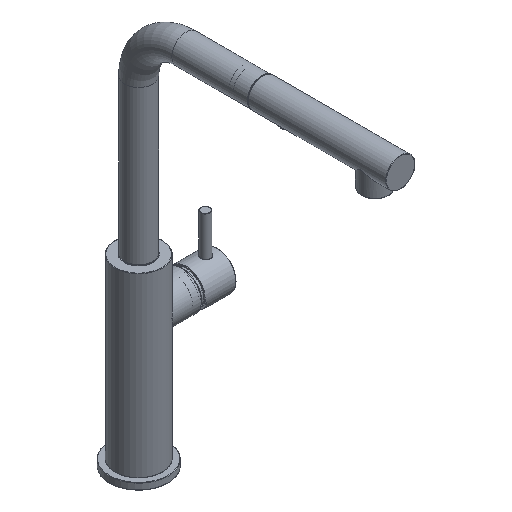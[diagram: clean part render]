
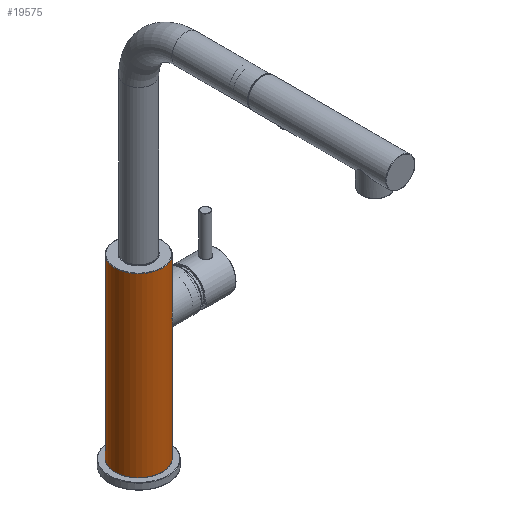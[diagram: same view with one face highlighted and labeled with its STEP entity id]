
A CAD part, isometric view. The second image highlights one B-rep face of the part: STEP entity #19575.
In plain terms, the highlighted cylindrical face has radius 20 mm (diameter 40 mm), a full revolution.
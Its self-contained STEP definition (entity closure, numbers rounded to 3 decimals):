
#1470=LINE('',#39762,#2867);
#1471=LINE('',#39779,#2868);
#1472=LINE('',#39796,#2869);
#1473=LINE('',#39812,#2870);
#2867=VECTOR('',#29194,1000.);
#2868=VECTOR('',#29195,1000.);
#2869=VECTOR('',#29196,1000.);
#2870=VECTOR('',#29197,1000.);
#3250=B_SPLINE_CURVE_WITH_KNOTS('',3,(#39748,#39749,#39750,#39751,#39752,
#39753,#39754,#39755,#39756,#39757,#39758),.UNSPECIFIED.,.T.,.F.,(1,1,1,
1,1,1,1,1,1,1,1,1,1,1,1),(-0.005,-0.004,-0.002,
0.,0.002,0.004,0.005,
0.007,0.009,0.011,0.013,
0.014,0.016,0.018,0.02),
 .UNSPECIFIED.);
#3251=B_SPLINE_CURVE_WITH_KNOTS('',3,(#39765,#39766,#39767,#39768,#39769,
#39770,#39771,#39772,#39773,#39774,#39775,#39776,#39777),.UNSPECIFIED.,
 .F.,.F.,(4,1,1,1,1,1,1,1,1,1,4),(0.,0.004,0.006,
0.009,0.011,0.013,0.017,
0.021,0.026,0.03,0.034),
 .UNSPECIFIED.);
#3252=B_SPLINE_CURVE_WITH_KNOTS('',3,(#39781,#39782,#39783,#39784),
 .UNSPECIFIED.,.F.,.F.,(4,4),(0.001,0.004),
 .UNSPECIFIED.);
#3253=B_SPLINE_CURVE_WITH_KNOTS('',3,(#39786,#39787,#39788,#39789),
 .UNSPECIFIED.,.F.,.F.,(4,4),(0.,0.005),.UNSPECIFIED.);
#3254=B_SPLINE_CURVE_WITH_KNOTS('',3,(#39791,#39792,#39793,#39794),
 .UNSPECIFIED.,.F.,.F.,(4,4),(0.,0.004),
 .UNSPECIFIED.);
#3255=B_SPLINE_CURVE_WITH_KNOTS('',3,(#39798,#39799,#39800,#39801,#39802,
#39803,#39804,#39805,#39806,#39807,#39808,#39809,#39810),.UNSPECIFIED.,
 .F.,.F.,(4,1,1,1,1,1,1,1,1,1,4),(0.,0.004,0.006,
0.009,0.011,0.013,0.017,
0.021,0.026,0.03,0.034),
 .UNSPECIFIED.);
#3256=B_SPLINE_CURVE_WITH_KNOTS('',3,(#39814,#39815,#39816,#39817),
 .UNSPECIFIED.,.F.,.F.,(4,4),(0.001,0.004),
 .UNSPECIFIED.);
#3257=B_SPLINE_CURVE_WITH_KNOTS('',3,(#39819,#39820,#39821,#39822),
 .UNSPECIFIED.,.F.,.F.,(4,4),(0.,0.005),.UNSPECIFIED.);
#3258=B_SPLINE_CURVE_WITH_KNOTS('',3,(#39824,#39825,#39826,#39827),
 .UNSPECIFIED.,.F.,.F.,(4,4),(0.,0.004),
 .UNSPECIFIED.);
#3860=CYLINDRICAL_SURFACE('',#23658,20.);
#9224=ORIENTED_EDGE('',*,*,#12058,.T.);
#9225=ORIENTED_EDGE('',*,*,#12059,.T.);
#9226=ORIENTED_EDGE('',*,*,#12060,.F.);
#9227=ORIENTED_EDGE('',*,*,#12061,.F.);
#9228=ORIENTED_EDGE('',*,*,#12062,.F.);
#9229=ORIENTED_EDGE('',*,*,#12063,.F.);
#9230=ORIENTED_EDGE('',*,*,#12064,.F.);
#9231=ORIENTED_EDGE('',*,*,#12065,.F.);
#9232=ORIENTED_EDGE('',*,*,#12066,.F.);
#9233=ORIENTED_EDGE('',*,*,#12067,.F.);
#9234=ORIENTED_EDGE('',*,*,#12068,.F.);
#9235=ORIENTED_EDGE('',*,*,#12069,.F.);
#9236=ORIENTED_EDGE('',*,*,#12070,.F.);
#9237=ORIENTED_EDGE('',*,*,#12071,.F.);
#9238=ORIENTED_EDGE('',*,*,#12072,.T.);
#12058=EDGE_CURVE('',#13841,#13841,#3250,.T.);
#12059=EDGE_CURVE('',#13842,#13842,#14943,.T.);
#12060=EDGE_CURVE('',#13843,#13844,#1470,.F.);
#12061=EDGE_CURVE('',#13845,#13843,#3251,.T.);
#12062=EDGE_CURVE('',#13846,#13845,#1471,.T.);
#12063=EDGE_CURVE('',#13847,#13846,#3252,.T.);
#12064=EDGE_CURVE('',#13848,#13847,#3253,.T.);
#12065=EDGE_CURVE('',#13849,#13848,#3254,.T.);
#12066=EDGE_CURVE('',#13850,#13849,#1472,.T.);
#12067=EDGE_CURVE('',#13851,#13850,#3255,.T.);
#12068=EDGE_CURVE('',#13852,#13851,#1473,.F.);
#12069=EDGE_CURVE('',#13853,#13852,#3256,.T.);
#12070=EDGE_CURVE('',#13854,#13853,#3257,.T.);
#12071=EDGE_CURVE('',#13844,#13854,#3258,.T.);
#12072=EDGE_CURVE('',#13855,#13855,#14944,.F.);
#13841=VERTEX_POINT('',#39759);
#13842=VERTEX_POINT('',#39761);
#13843=VERTEX_POINT('',#39763);
#13844=VERTEX_POINT('',#39764);
#13845=VERTEX_POINT('',#39778);
#13846=VERTEX_POINT('',#39780);
#13847=VERTEX_POINT('',#39785);
#13848=VERTEX_POINT('',#39790);
#13849=VERTEX_POINT('',#39795);
#13850=VERTEX_POINT('',#39797);
#13851=VERTEX_POINT('',#39811);
#13852=VERTEX_POINT('',#39813);
#13853=VERTEX_POINT('',#39818);
#13854=VERTEX_POINT('',#39823);
#13855=VERTEX_POINT('',#39829);
#14943=CIRCLE('',#23659,20.);
#14944=CIRCLE('',#23660,20.);
#16362=EDGE_LOOP('',(#9224));
#16363=EDGE_LOOP('',(#9225));
#16364=EDGE_LOOP('',(#9226,#9227,#9228,#9229,#9230,#9231,#9232,#9233,#9234,
#9235,#9236,#9237));
#16365=EDGE_LOOP('',(#9238));
#17850=FACE_BOUND('',#16362,.T.);
#17851=FACE_BOUND('',#16363,.T.);
#17852=FACE_BOUND('',#16364,.T.);
#17853=FACE_BOUND('',#16365,.T.);
#19575=ADVANCED_FACE('',(#17850,#17851,#17852,#17853),#3860,.T.);
#23658=AXIS2_PLACEMENT_3D('',#39747,#29190,#29191);
#23659=AXIS2_PLACEMENT_3D('',#39760,#29192,#29193);
#23660=AXIS2_PLACEMENT_3D('',#39828,#29198,#29199);
#29190=DIRECTION('',(0.,0.,-1.));
#29191=DIRECTION('',(-1.,0.,0.));
#29192=DIRECTION('',(0.,0.,-1.));
#29193=DIRECTION('',(-1.,0.,0.));
#29194=DIRECTION('',(0.,0.,-1.));
#29195=DIRECTION('',(0.,0.,-1.));
#29196=DIRECTION('',(0.,0.,-1.));
#29197=DIRECTION('',(0.,0.,-1.));
#29198=DIRECTION('',(0.,0.,-1.));
#29199=DIRECTION('',(-1.,0.,0.));
#39747=CARTESIAN_POINT('',(0.,0.,45.));
#39748=CARTESIAN_POINT('',(-1.814,19.933,35.691));
#39749=CARTESIAN_POINT('',(0.,20.033,34.954));
#39750=CARTESIAN_POINT('',(1.814,19.933,35.692));
#39751=CARTESIAN_POINT('',(2.578,19.83,37.498));
#39752=CARTESIAN_POINT('',(1.814,19.933,39.309));
#39753=CARTESIAN_POINT('',(0.,20.033,40.046));
#39754=CARTESIAN_POINT('',(-1.815,19.933,39.308));
#39755=CARTESIAN_POINT('',(-2.578,19.83,37.498));
#39756=CARTESIAN_POINT('',(-1.814,19.933,35.691));
#39757=CARTESIAN_POINT('',(0.,20.033,34.954));
#39758=CARTESIAN_POINT('',(1.814,19.933,35.692));
#39759=CARTESIAN_POINT('',(0.,20.,35.2));
#39760=CARTESIAN_POINT('',(0.,0.,44.7));
#39761=CARTESIAN_POINT('',(-20.,0.,44.7));
#39762=CARTESIAN_POINT('',(15.,13.229,45.));
#39763=CARTESIAN_POINT('',(15.,13.229,-6.524));
#39764=CARTESIAN_POINT('',(15.,13.229,-5.835));
#39765=CARTESIAN_POINT('',(15.,-13.229,-6.524));
#39766=CARTESIAN_POINT('',(15.528,-12.63,-7.737));
#39767=CARTESIAN_POINT('',(16.401,-11.534,-9.358));
#39768=CARTESIAN_POINT('',(17.556,-9.633,-11.23));
#39769=CARTESIAN_POINT('',(18.347,-8.033,-12.424));
#39770=CARTESIAN_POINT('',(19.031,-6.255,-13.411));
#39771=CARTESIAN_POINT('',(19.756,-3.622,-14.422));
#39772=CARTESIAN_POINT('',(20.16,-0.03,-14.965));
#39773=CARTESIAN_POINT('',(19.684,4.296,-14.326));
#39774=CARTESIAN_POINT('',(18.415,8.098,-12.552));
#39775=CARTESIAN_POINT('',(16.707,11.146,-9.925));
#39776=CARTESIAN_POINT('',(15.528,12.63,-7.738));
#39777=CARTESIAN_POINT('',(15.,13.229,-6.524));
#39778=CARTESIAN_POINT('',(15.,-13.229,-6.524));
#39779=CARTESIAN_POINT('',(15.,-13.229,45.));
#39780=CARTESIAN_POINT('',(15.,-13.229,-5.835));
#39781=CARTESIAN_POINT('',(14.5,-13.775,-2.256));
#39782=CARTESIAN_POINT('',(14.596,-13.674,-3.47));
#39783=CARTESIAN_POINT('',(14.768,-13.492,-4.662));
#39784=CARTESIAN_POINT('',(15.,-13.229,-5.835));
#39785=CARTESIAN_POINT('',(14.5,-13.775,-2.256));
#39786=CARTESIAN_POINT('',(14.5,-13.775,2.256));
#39787=CARTESIAN_POINT('',(14.268,-14.019,0.766));
#39788=CARTESIAN_POINT('',(14.268,-14.019,-0.765));
#39789=CARTESIAN_POINT('',(14.5,-13.775,-2.256));
#39790=CARTESIAN_POINT('',(14.5,-13.775,2.256));
#39791=CARTESIAN_POINT('',(15.,-13.229,5.835));
#39792=CARTESIAN_POINT('',(14.768,-13.492,4.662));
#39793=CARTESIAN_POINT('',(14.596,-13.674,3.47));
#39794=CARTESIAN_POINT('',(14.5,-13.775,2.256));
#39795=CARTESIAN_POINT('',(15.,-13.229,5.835));
#39796=CARTESIAN_POINT('',(15.,-13.229,45.));
#39797=CARTESIAN_POINT('',(15.,-13.229,6.524));
#39798=CARTESIAN_POINT('',(15.,13.229,6.524));
#39799=CARTESIAN_POINT('',(15.528,12.63,7.737));
#39800=CARTESIAN_POINT('',(16.401,11.534,9.358));
#39801=CARTESIAN_POINT('',(17.556,9.633,11.23));
#39802=CARTESIAN_POINT('',(18.347,8.033,12.424));
#39803=CARTESIAN_POINT('',(19.031,6.255,13.411));
#39804=CARTESIAN_POINT('',(19.756,3.622,14.422));
#39805=CARTESIAN_POINT('',(20.16,0.03,14.965));
#39806=CARTESIAN_POINT('',(19.684,-4.296,14.326));
#39807=CARTESIAN_POINT('',(18.415,-8.098,12.552));
#39808=CARTESIAN_POINT('',(16.707,-11.146,9.925));
#39809=CARTESIAN_POINT('',(15.528,-12.63,7.738));
#39810=CARTESIAN_POINT('',(15.,-13.229,6.524));
#39811=CARTESIAN_POINT('',(15.,13.229,6.524));
#39812=CARTESIAN_POINT('',(15.,13.229,45.));
#39813=CARTESIAN_POINT('',(15.,13.229,5.835));
#39814=CARTESIAN_POINT('',(14.5,13.775,2.256));
#39815=CARTESIAN_POINT('',(14.596,13.674,3.47));
#39816=CARTESIAN_POINT('',(14.768,13.492,4.662));
#39817=CARTESIAN_POINT('',(15.,13.229,5.835));
#39818=CARTESIAN_POINT('',(14.5,13.775,2.256));
#39819=CARTESIAN_POINT('',(14.5,13.775,-2.256));
#39820=CARTESIAN_POINT('',(14.268,14.019,-0.766));
#39821=CARTESIAN_POINT('',(14.268,14.019,0.765));
#39822=CARTESIAN_POINT('',(14.5,13.775,2.256));
#39823=CARTESIAN_POINT('',(14.5,13.775,-2.256));
#39824=CARTESIAN_POINT('',(15.,13.229,-5.835));
#39825=CARTESIAN_POINT('',(14.768,13.492,-4.662));
#39826=CARTESIAN_POINT('',(14.596,13.674,-3.47));
#39827=CARTESIAN_POINT('',(14.5,13.775,-2.256));
#39828=CARTESIAN_POINT('',(0.,0.,-104.2));
#39829=CARTESIAN_POINT('',(-20.,0.,-104.2));
